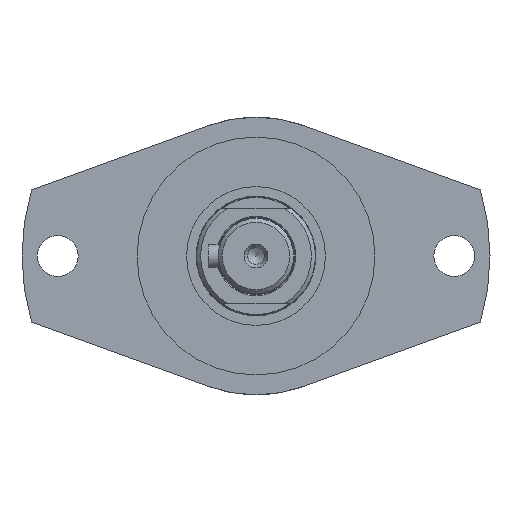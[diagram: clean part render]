
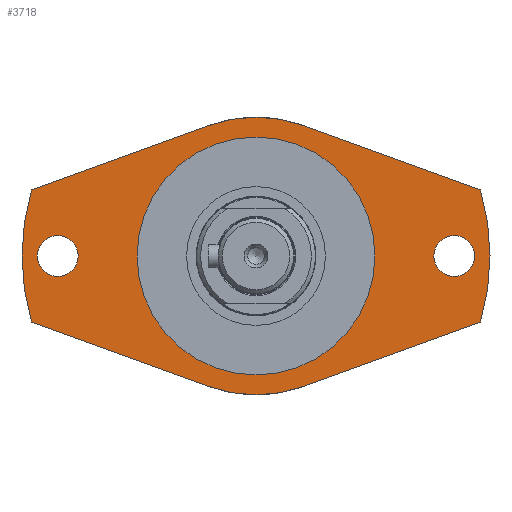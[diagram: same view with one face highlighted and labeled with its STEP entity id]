
A CAD part, left-side view. The second image highlights one B-rep face of the part: STEP entity #3718.
In plain terms, the highlighted planar face has unit normal (-1, 0, 0).
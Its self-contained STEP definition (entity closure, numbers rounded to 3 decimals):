
#156=LINE('',#5740,#446);
#157=LINE('',#5743,#447);
#158=LINE('',#5745,#448);
#159=LINE('',#5748,#449);
#446=VECTOR('',#4639,10.);
#447=VECTOR('',#4642,10.);
#448=VECTOR('',#4643,10.);
#449=VECTOR('',#4646,10.);
#744=FACE_BOUND('',#1027,.T.);
#745=FACE_BOUND('',#1028,.T.);
#746=FACE_BOUND('',#1029,.T.);
#813=FACE_OUTER_BOUND('',#1026,.T.);
#1026=EDGE_LOOP('',(#2544,#2545,#2546,#2547,#2548,#2549,#2550,#2551));
#1027=EDGE_LOOP('',(#2552));
#1028=EDGE_LOOP('',(#2553));
#1029=EDGE_LOOP('',(#2554,#2555));
#1286=CIRCLE('',#4034,59.);
#1287=CIRCLE('',#4036,30.);
#1288=CIRCLE('',#4037,30.);
#1292=CIRCLE('',#4043,59.);
#1293=CIRCLE('',#4045,35.);
#1294=CIRCLE('',#4046,35.);
#1295=CIRCLE('',#4047,5.15);
#1296=CIRCLE('',#4048,5.15);
#1495=VERTEX_POINT('',#5713);
#1496=VERTEX_POINT('',#5715);
#1497=VERTEX_POINT('',#5719);
#1498=VERTEX_POINT('',#5720);
#1501=VERTEX_POINT('',#5730);
#1504=VERTEX_POINT('',#5735);
#1505=VERTEX_POINT('',#5739);
#1506=VERTEX_POINT('',#5741);
#1507=VERTEX_POINT('',#5744);
#1508=VERTEX_POINT('',#5746);
#1509=VERTEX_POINT('',#5749);
#1510=VERTEX_POINT('',#5751);
#1894=EDGE_CURVE('',#1495,#1496,#1286,.T.);
#1896=EDGE_CURVE('',#1497,#1498,#1287,.T.);
#1897=EDGE_CURVE('',#1498,#1497,#1288,.T.);
#1904=EDGE_CURVE('',#1504,#1501,#1292,.T.);
#1905=EDGE_CURVE('',#1495,#1505,#156,.T.);
#1906=EDGE_CURVE('',#1505,#1506,#1293,.T.);
#1907=EDGE_CURVE('',#1506,#1501,#157,.T.);
#1908=EDGE_CURVE('',#1504,#1507,#158,.T.);
#1909=EDGE_CURVE('',#1507,#1508,#1294,.T.);
#1910=EDGE_CURVE('',#1508,#1496,#159,.T.);
#1911=EDGE_CURVE('',#1509,#1509,#1295,.T.);
#1912=EDGE_CURVE('',#1510,#1510,#1296,.T.);
#2544=ORIENTED_EDGE('',*,*,#1905,.T.);
#2545=ORIENTED_EDGE('',*,*,#1906,.T.);
#2546=ORIENTED_EDGE('',*,*,#1907,.T.);
#2547=ORIENTED_EDGE('',*,*,#1904,.F.);
#2548=ORIENTED_EDGE('',*,*,#1908,.T.);
#2549=ORIENTED_EDGE('',*,*,#1909,.T.);
#2550=ORIENTED_EDGE('',*,*,#1910,.T.);
#2551=ORIENTED_EDGE('',*,*,#1894,.F.);
#2552=ORIENTED_EDGE('',*,*,#1911,.T.);
#2553=ORIENTED_EDGE('',*,*,#1912,.T.);
#2554=ORIENTED_EDGE('',*,*,#1896,.T.);
#2555=ORIENTED_EDGE('',*,*,#1897,.T.);
#3380=PLANE('',#4044);
#3718=ADVANCED_FACE('',(#813,#744,#745,#746),#3380,.T.);
#4034=AXIS2_PLACEMENT_3D('',#5716,#4613,#4614);
#4036=AXIS2_PLACEMENT_3D('',#5721,#4618,#4619);
#4037=AXIS2_PLACEMENT_3D('',#5722,#4620,#4621);
#4043=AXIS2_PLACEMENT_3D('',#5737,#4635,#4636);
#4044=AXIS2_PLACEMENT_3D('',#5738,#4637,#4638);
#4045=AXIS2_PLACEMENT_3D('',#5742,#4640,#4641);
#4046=AXIS2_PLACEMENT_3D('',#5747,#4644,#4645);
#4047=AXIS2_PLACEMENT_3D('',#5750,#4647,#4648);
#4048=AXIS2_PLACEMENT_3D('',#5752,#4649,#4650);
#4613=DIRECTION('center_axis',(1.,0.,0.));
#4614=DIRECTION('ref_axis',(0.,-1.,0.));
#4618=DIRECTION('center_axis',(1.,0.,0.));
#4619=DIRECTION('ref_axis',(0.,-1.,0.));
#4620=DIRECTION('center_axis',(1.,0.,0.));
#4621=DIRECTION('ref_axis',(0.,-1.,0.));
#4635=DIRECTION('center_axis',(1.,0.,0.));
#4636=DIRECTION('ref_axis',(0.,-1.,0.));
#4637=DIRECTION('center_axis',(-1.,0.,0.));
#4638=DIRECTION('ref_axis',(0.,0.,-1.));
#4639=DIRECTION('',(0.,0.94,0.342));
#4640=DIRECTION('center_axis',(-1.,0.,0.));
#4641=DIRECTION('ref_axis',(0.,0.342,-0.94));
#4642=DIRECTION('',(0.,0.94,-0.342));
#4643=DIRECTION('',(0.,-0.94,-0.342));
#4644=DIRECTION('center_axis',(-1.,0.,0.));
#4645=DIRECTION('ref_axis',(0.,-0.342,0.94));
#4646=DIRECTION('',(0.,-0.94,0.342));
#4647=DIRECTION('center_axis',(1.,0.,0.));
#4648=DIRECTION('ref_axis',(0.,0.,
1.));
#4649=DIRECTION('center_axis',(1.,0.,0.));
#4650=DIRECTION('ref_axis',(0.,0.,
1.));
#5713=CARTESIAN_POINT('',(-155.,-56.604,16.644));
#5715=CARTESIAN_POINT('',(-155.,-56.604,-16.644));
#5716=CARTESIAN_POINT('Origin',(-155.,0.,0.));
#5719=CARTESIAN_POINT('',(-155.,-30.,0.));
#5720=CARTESIAN_POINT('',(-155.,30.,0.));
#5721=CARTESIAN_POINT('Origin',(-155.,0.,0.));
#5722=CARTESIAN_POINT('Origin',(-155.,0.,0.));
#5730=CARTESIAN_POINT('',(-155.,56.604,16.644));
#5735=CARTESIAN_POINT('',(-155.,56.604,-16.644));
#5737=CARTESIAN_POINT('Origin',(-155.,0.,0.));
#5738=CARTESIAN_POINT('Origin',(-155.,-44.5,0.));
#5739=CARTESIAN_POINT('',(-155.,-11.971,32.889));
#5740=CARTESIAN_POINT('',(-155.,-76.799,9.294));
#5741=CARTESIAN_POINT('',(-155.,11.971,32.889));
#5742=CARTESIAN_POINT('Origin',(-155.,0.,0.));
#5743=CARTESIAN_POINT('',(-155.,-7.677,40.04));
#5744=CARTESIAN_POINT('',(-155.,11.971,-32.889));
#5745=CARTESIAN_POINT('',(-155.,37.505,-23.596));
#5746=CARTESIAN_POINT('',(-155.,-11.971,-32.889));
#5747=CARTESIAN_POINT('Origin',(-155.,0.,0.));
#5748=CARTESIAN_POINT('',(-155.,-31.618,-25.738));
#5749=CARTESIAN_POINT('',(-155.,50.,-5.15));
#5750=CARTESIAN_POINT('Origin',(-155.,50.,0.));
#5751=CARTESIAN_POINT('',(-155.,-50.,-5.15));
#5752=CARTESIAN_POINT('Origin',(-155.,-50.,0.));
